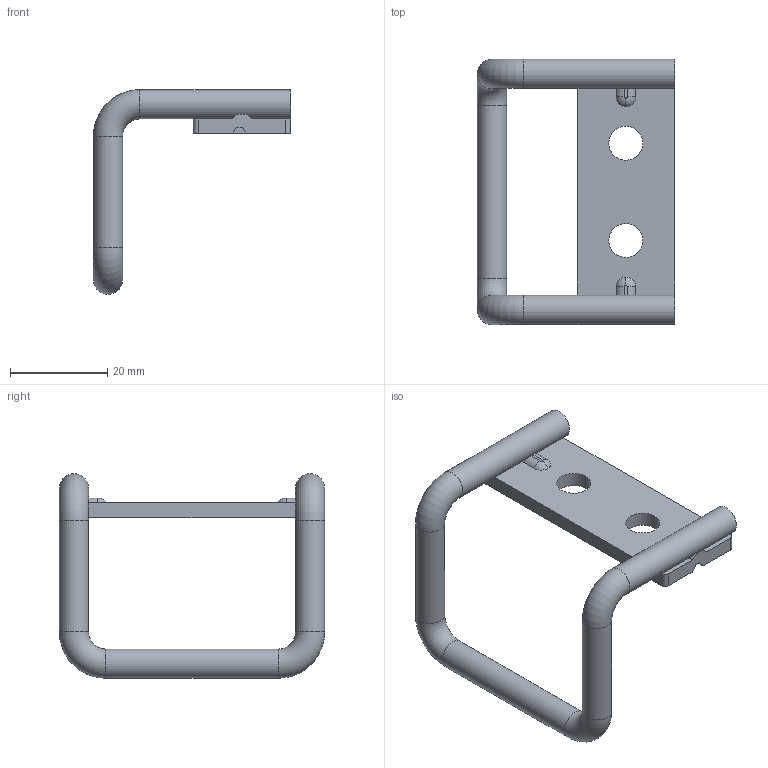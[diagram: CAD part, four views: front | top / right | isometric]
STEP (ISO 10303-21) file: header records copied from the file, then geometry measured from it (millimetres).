
FILE_DESCRIPTION( ( 'STEP AP203' ), '1' );
FILE_NAME( ' ', ' ', ( ' ' ), ( ' ' ), 'PSStep 10.0', ' ', ' ' );
FILE_SCHEMA( ( 'CONFIG_CONTROL_DESIGN' ) );
Length unit declared in the file: millimetre
Products named in the file (2): 1; 2
Bounding box: 40.5 x 54.5 x 42 mm (x, y, z)
Volume: 8166.5 mm3; surface area: 6099.5 mm2
Topology: 2 solids, 2 shells, 49 faces, 127 edges, 82 vertices
Faces by surface type: cylinder 23, plane 18, torus 4, bspline 4
Full cylindrical faces by diameter (mm): 6 x5, 7 x2
Entity records: 1598 total; most frequent: CARTESIAN_POINT 309, DIRECTION 266, ORIENTED_EDGE 232, EDGE_CURVE 116, AXIS2_PLACEMENT_3D 103, VERTEX_POINT 82, EDGE_LOOP 64, FACE_OUTER_BOUND 60
